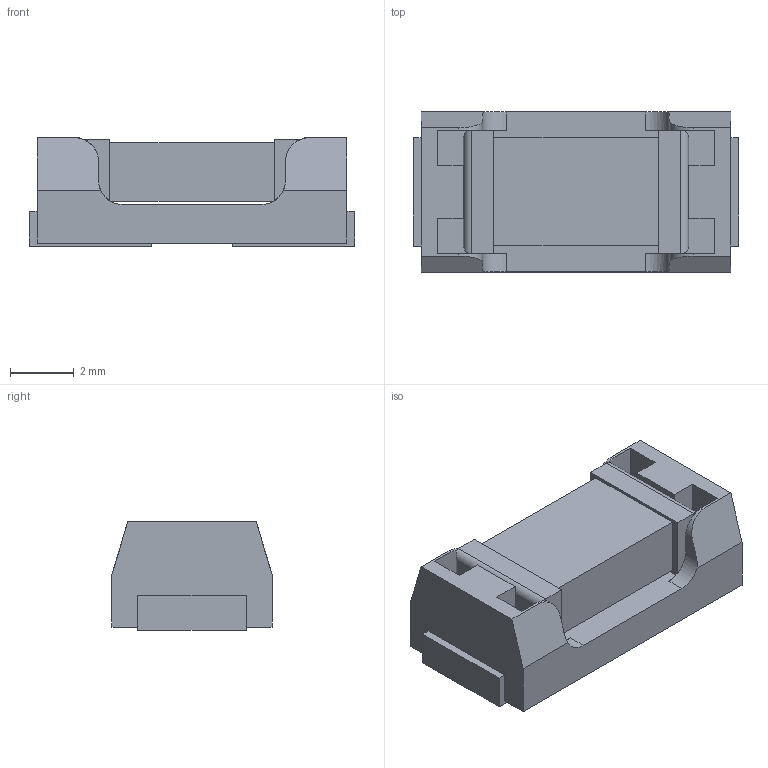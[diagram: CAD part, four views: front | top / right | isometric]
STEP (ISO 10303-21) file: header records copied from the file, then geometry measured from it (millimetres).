
FILE_DESCRIPTION (( 'STEP AP214' ), '1' );
FILE_NAME ('fuseasm.STEP', '2022-09-24T14:33:23', ( '' ), ( '' ), 'SwSTEP 2.0', 'SolidWorks 2021', '' );
FILE_SCHEMA (( 'AUTOMOTIVE_DESIGN' ));
Length unit declared in the file: millimetre
Products named in the file (3): fuseasm; FusePart; fuse-real
Assembly tree (2 placements, depth 2):
  fuseasm
    FusePart
    fuse-real
Bounding box: 10.23 x 5.03 x 3.41 mm (x, y, z)
Volume: 131.2 mm3; surface area: 304.2 mm2
Topology: 2 solids, 2 shells, 74 faces, 196 edges, 128 vertices
Faces by surface type: plane 58, cylinder 16
Entity records: 2820 total; most frequent: CARTESIAN_POINT 451, ORIENTED_EDGE 392, DIRECTION 350, EDGE_CURVE 196, VECTOR 168, LINE 168, VERTEX_POINT 128, AXIS2_PLACEMENT_3D 91
